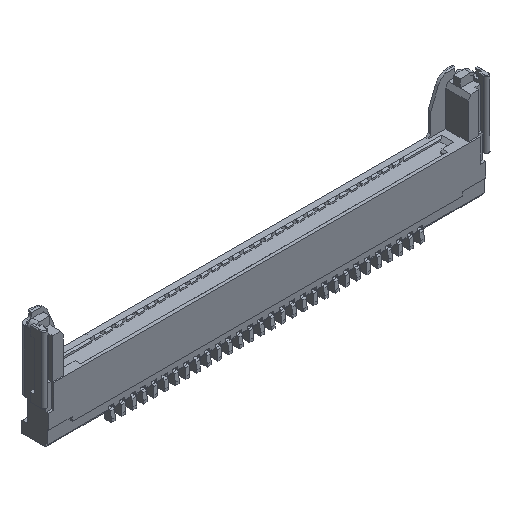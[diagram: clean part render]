
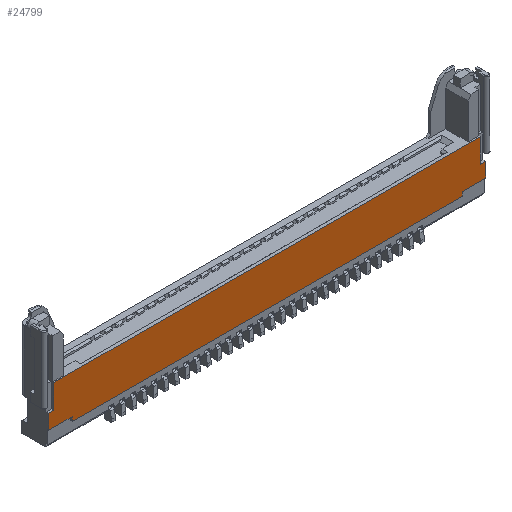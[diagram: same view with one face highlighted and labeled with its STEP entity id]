
A CAD part, isometric view. The second image highlights one B-rep face of the part: STEP entity #24799.
In plain terms, the highlighted planar face has unit normal (0, -1, 0).
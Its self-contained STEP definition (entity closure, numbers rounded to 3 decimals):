
#13 = DIRECTION ( 'NONE',  ( 1., 0., 0. ) ) ;
#530 = DIRECTION ( 'NONE',  ( 0., 0., 1. ) ) ;
#600 = VECTOR ( 'NONE', #13102, 1000. ) ;
#1114 = DIRECTION ( 'NONE',  ( 0., 0., -1. ) ) ;
#1890 = EDGE_CURVE ( 'NONE', #22247, #33398, #3859, .T. ) ;
#1910 = VERTEX_POINT ( 'NONE', #31868 ) ;
#1921 = ORIENTED_EDGE ( 'NONE', *, *, #32917, .F. ) ;
#1969 = ORIENTED_EDGE ( 'NONE', *, *, #10504, .F. ) ;
#2753 = CARTESIAN_POINT ( 'NONE',  ( 0., 0., -0.9 ) ) ;
#2965 = VECTOR ( 'NONE', #530, 1000. ) ;
#3180 = CARTESIAN_POINT ( 'NONE',  ( -8., 0., -0.9 ) ) ;
#3859 = LINE ( 'NONE', #31700, #4256 ) ;
#4256 = VECTOR ( 'NONE', #17956, 1000. ) ;
#5097 = CARTESIAN_POINT ( 'NONE',  ( 8.2, 0., -0.9 ) ) ;
#5439 = VECTOR ( 'NONE', #16385, 1000. ) ;
#6053 = CARTESIAN_POINT ( 'NONE',  ( 7.32, 0., -1.45 ) ) ;
#6251 = CARTESIAN_POINT ( 'NONE',  ( 0., 0., 0. ) ) ;
#6538 = DIRECTION ( 'NONE',  ( 1., 0., 0. ) ) ;
#6738 = CARTESIAN_POINT ( 'NONE',  ( -8., 0., 0. ) ) ;
#6791 = CARTESIAN_POINT ( 'NONE',  ( 0., 0., -1.45 ) ) ;
#6923 = CARTESIAN_POINT ( 'NONE',  ( -8., 0., -0.8 ) ) ;
#7077 = EDGE_CURVE ( 'NONE', #23240, #23853, #9901, .T. ) ;
#7228 = CARTESIAN_POINT ( 'NONE',  ( 8., 0., 0. ) ) ;
#7619 = ORIENTED_EDGE ( 'NONE', *, *, #27073, .F. ) ;
#7743 = ORIENTED_EDGE ( 'NONE', *, *, #32685, .T. ) ;
#8326 = ORIENTED_EDGE ( 'NONE', *, *, #23812, .F. ) ;
#8389 = ORIENTED_EDGE ( 'NONE', *, *, #17959, .T. ) ;
#8840 = ORIENTED_EDGE ( 'NONE', *, *, #1890, .F. ) ;
#9538 = LINE ( 'NONE', #18986, #24548 ) ;
#9730 = ORIENTED_EDGE ( 'NONE', *, *, #15901, .F. ) ;
#9783 = ORIENTED_EDGE ( 'NONE', *, *, #32650, .F. ) ;
#9901 = LINE ( 'NONE', #6251, #25885 ) ;
#9953 = VECTOR ( 'NONE', #6538, 1000. ) ;
#10504 = EDGE_CURVE ( 'NONE', #36154, #1910, #12925, .T. ) ;
#11040 = ORIENTED_EDGE ( 'NONE', *, *, #7077, .T. ) ;
#11102 = CARTESIAN_POINT ( 'NONE',  ( -8.2, 0., -0.9 ) ) ;
#11319 = CARTESIAN_POINT ( 'NONE',  ( 8.2, 0., -1.45 ) ) ;
#12175 = VERTEX_POINT ( 'NONE', #32312 ) ;
#12393 = AXIS2_PLACEMENT_3D ( 'NONE', #16152, #24754, #19440 ) ;
#12458 = LINE ( 'NONE', #6791, #22208 ) ;
#12736 = VERTEX_POINT ( 'NONE', #5097 ) ;
#12766 = VERTEX_POINT ( 'NONE', #11319 ) ;
#12925 = LINE ( 'NONE', #24636, #600 ) ;
#13071 = VERTEX_POINT ( 'NONE', #11102 ) ;
#13102 = DIRECTION ( 'NONE',  ( -1., 0., 0. ) ) ;
#13221 = PLANE ( 'NONE',  #12393 ) ;
#13631 = LINE ( 'NONE', #13987, #5439 ) ;
#13634 = VERTEX_POINT ( 'NONE', #3180 ) ;
#13987 = CARTESIAN_POINT ( 'NONE',  ( -7.32, 0., -0.8 ) ) ;
#14279 = LINE ( 'NONE', #2753, #36134 ) ;
#14548 = CARTESIAN_POINT ( 'NONE',  ( 7.32, 0., -1.6 ) ) ;
#14634 = LINE ( 'NONE', #6923, #2965 ) ;
#15901 = EDGE_CURVE ( 'NONE', #33398, #12175, #24100, .T. ) ;
#16152 = CARTESIAN_POINT ( 'NONE',  ( -8.2, 0., -1.6 ) ) ;
#16385 = DIRECTION ( 'NONE',  ( 0., 0., 1. ) ) ;
#17000 = VERTEX_POINT ( 'NONE', #34926 ) ;
#17956 = DIRECTION ( 'NONE',  ( 0., 0., -1. ) ) ;
#17959 = EDGE_CURVE ( 'NONE', #12766, #12736, #22537, .T. ) ;
#17963 = DIRECTION ( 'NONE',  ( -1., 0., 0. ) ) ;
#18760 = EDGE_CURVE ( 'NONE', #13071, #13634, #14279, .T. ) ;
#18986 = CARTESIAN_POINT ( 'NONE',  ( -8.2, 0., -1.36 ) ) ;
#19440 = DIRECTION ( 'NONE',  ( 1., 0., 0. ) ) ;
#20082 = DIRECTION ( 'NONE',  ( 0., 0., -1. ) ) ;
#21308 = ORIENTED_EDGE ( 'NONE', *, *, #32999, .F. ) ;
#21355 = DIRECTION ( 'NONE',  ( -1., 0., 0. ) ) ;
#22069 = VECTOR ( 'NONE', #24935, 1000. ) ;
#22208 = VECTOR ( 'NONE', #17963, 1000. ) ;
#22247 = VERTEX_POINT ( 'NONE', #6053 ) ;
#22365 = FACE_OUTER_BOUND ( 'NONE', #25020, .T. ) ;
#22537 = LINE ( 'NONE', #24566, #22069 ) ;
#22834 = LINE ( 'NONE', #23185, #9953 ) ;
#23185 = CARTESIAN_POINT ( 'NONE',  ( 0., 0., -0.9 ) ) ;
#23240 = VERTEX_POINT ( 'NONE', #7228 ) ;
#23812 = EDGE_CURVE ( 'NONE', #13634, #23853, #14634, .T. ) ;
#23853 = VERTEX_POINT ( 'NONE', #6738 ) ;
#24100 = LINE ( 'NONE', #35273, #26641 ) ;
#24548 = VECTOR ( 'NONE', #1114, 1000. ) ;
#24566 = CARTESIAN_POINT ( 'NONE',  ( 8.2, 0., -1.36 ) ) ;
#24636 = CARTESIAN_POINT ( 'NONE',  ( 0., 0., -1.45 ) ) ;
#24754 = DIRECTION ( 'NONE',  ( 0., 1., 0. ) ) ;
#24799 = ADVANCED_FACE ( 'NONE', ( #22365 ), #13221, .F. ) ;
#24935 = DIRECTION ( 'NONE',  ( 0., 0., 1. ) ) ;
#25020 = EDGE_LOOP ( 'NONE', ( #9730, #8840, #9783, #8389, #21308, #1921, #11040, #8326, #32888, #7743, #1969, #7619 ) ) ;
#25885 = VECTOR ( 'NONE', #34615, 1000. ) ;
#26641 = VECTOR ( 'NONE', #21355, 1000. ) ;
#27073 = EDGE_CURVE ( 'NONE', #12175, #36154, #13631, .T. ) ;
#29672 = CARTESIAN_POINT ( 'NONE',  ( -7.32, 0., -1.45 ) ) ;
#30998 = VECTOR ( 'NONE', #20082, 1000. ) ;
#31632 = LINE ( 'NONE', #34180, #30998 ) ;
#31700 = CARTESIAN_POINT ( 'NONE',  ( 7.32, 0., -0.8 ) ) ;
#31868 = CARTESIAN_POINT ( 'NONE',  ( -8.2, 0., -1.45 ) ) ;
#32312 = CARTESIAN_POINT ( 'NONE',  ( -7.32, 0., -1.6 ) ) ;
#32650 = EDGE_CURVE ( 'NONE', #12766, #22247, #12458, .T. ) ;
#32685 = EDGE_CURVE ( 'NONE', #13071, #1910, #9538, .T. ) ;
#32888 = ORIENTED_EDGE ( 'NONE', *, *, #18760, .F. ) ;
#32917 = EDGE_CURVE ( 'NONE', #23240, #17000, #31632, .T. ) ;
#32999 = EDGE_CURVE ( 'NONE', #17000, #12736, #22834, .T. ) ;
#33398 = VERTEX_POINT ( 'NONE', #14548 ) ;
#34180 = CARTESIAN_POINT ( 'NONE',  ( 8., 0., -0.8 ) ) ;
#34615 = DIRECTION ( 'NONE',  ( -1., 0., 0. ) ) ;
#34926 = CARTESIAN_POINT ( 'NONE',  ( 8., 0., -0.9 ) ) ;
#35273 = CARTESIAN_POINT ( 'NONE',  ( 0., 0., -1.6 ) ) ;
#36134 = VECTOR ( 'NONE', #13, 1000. ) ;
#36154 = VERTEX_POINT ( 'NONE', #29672 ) ;
